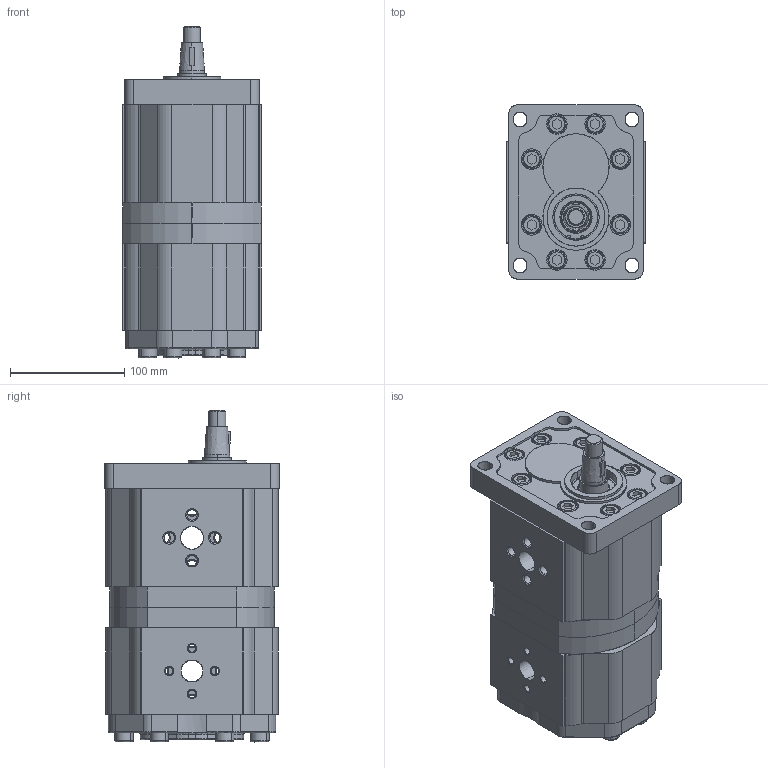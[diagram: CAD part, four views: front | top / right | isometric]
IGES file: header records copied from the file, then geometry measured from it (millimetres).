
Start section: SolidWorks IGES file using analytic representation for surfaces
Global section: file name: OT300 P42+28 D-P38 P3.igs; native system: SolidWorks 2014; preprocessor: SolidWorks 2014; author: serviziopdm; date: 160114.154710; units: millimetre
Bounding box: 121.6 x 152.8 x 290.9 mm (x, y, z)
Surface area: 263930.6 mm2 (no closed solid volume)
Topology: 0 solids, 0 shells, 569 faces, 9274 edges, 9274 vertices
Faces by surface type: revolution 285, bspline 284
